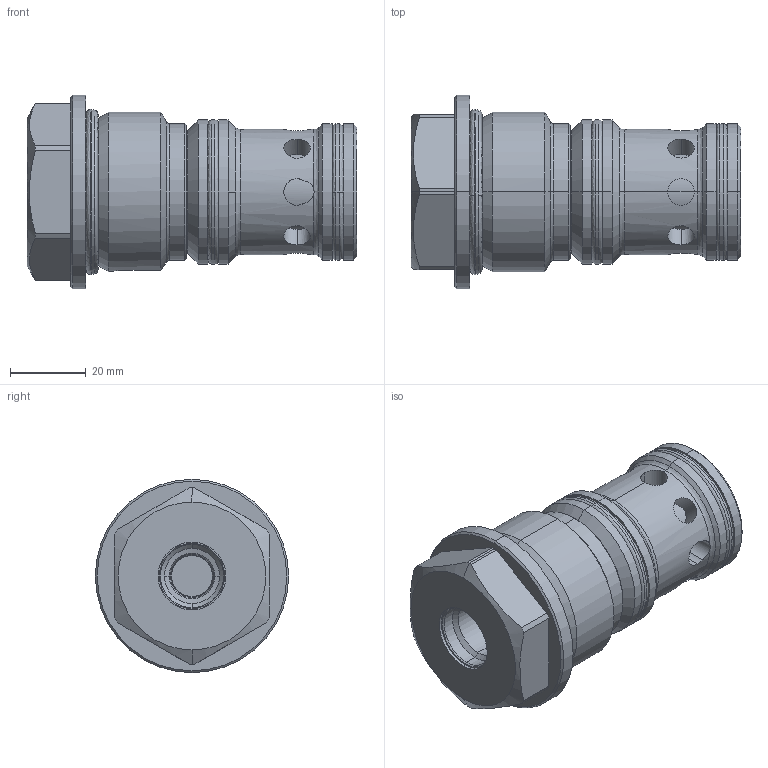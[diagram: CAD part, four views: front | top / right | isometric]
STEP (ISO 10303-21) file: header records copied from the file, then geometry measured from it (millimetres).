
FILE_DESCRIPTION (( 'STEP AP214' ), '1' );
FILE_NAME ('482.F5_Kunde.STEP', '2017-02-21T13:07:39', ( 'user' ), ( '' ), 'SwSTEP 2.0', 'SolidWorks 2016', '' );
FILE_SCHEMA (( 'AUTOMOTIVE_DESIGN' ));
Length unit declared in the file: millimetre
Products named in the file (1): 482.F5_Kunde
Bounding box: 87 x 51 x 51 mm (x, y, z)
Volume: 96673.8 mm3; surface area: 20410.4 mm2
Topology: 3 solids, 3 shells, 157 faces, 358 edges, 217 vertices
Faces by surface type: cylinder 72, bspline 32, cone 32, plane 21
Entity records: 6131 total; most frequent: CARTESIAN_POINT 2519, DIRECTION 725, ORIENTED_EDGE 716, EDGE_CURVE 358, AXIS2_PLACEMENT_3D 305, VERTEX_POINT 217, CIRCLE 179, EDGE_LOOP 171
